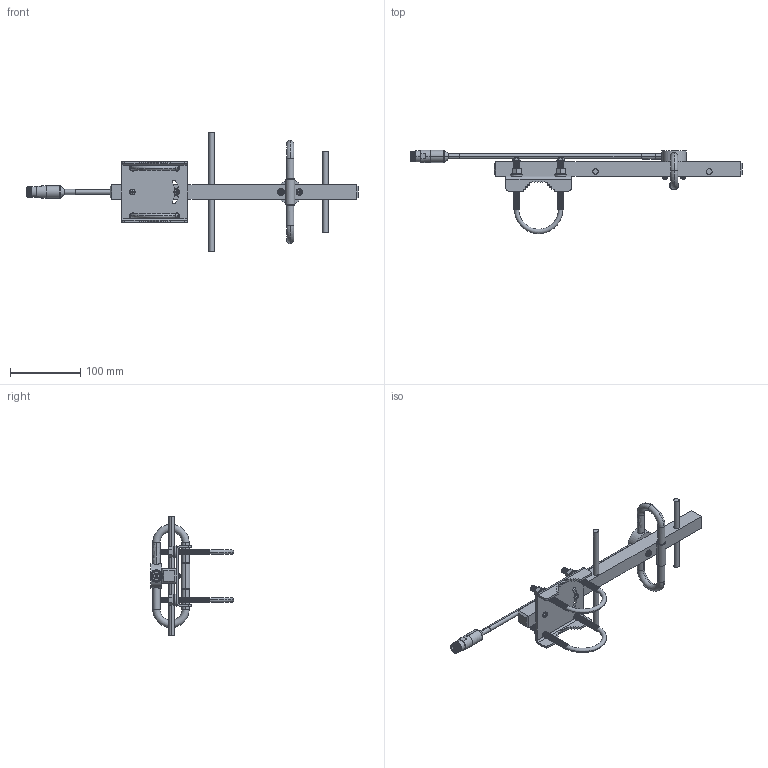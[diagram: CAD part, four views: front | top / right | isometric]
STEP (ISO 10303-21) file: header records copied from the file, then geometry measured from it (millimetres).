
FILE_DESCRIPTION (( 'STEP AP214' ), '1' );
FILE_NAME ('FM51YA1007_3D.step', '2022-12-30T21:48:12', ( '' ), ( '' ), 'SwSTEP 2.0', 'SolidWorks 2022', '' );
FILE_SCHEMA (( 'AUTOMOTIVE_DESIGN' ));
Length unit declared in the file: inch
Products named in the file (23): Machine Screw Nut Hex_AI_MSHXNUT 0.164-32-S-N.STEP; ANF-1610-MA1.STEP; HG903YE-MA6.STEP; HG903YE-MA3.STEP; ANF-1610.STEP; Flat Washer Type A Narrow_AI_Preferred Narrow FW 0.164.STEP; HG903YE-NF_3D.STEP; Lock Washer Spring Regular_AI_Regular LW 0.3125.STEP; FM51YA1007_3D; Flat Washer Type A Narrow_AI_Preferred Narrow FW 0.138.STEP; Hex Nut_AI_HNUT 0.3125-18-D-N.STEP; HG903YE-MA1.STEP; Pan Cross Head_AI_CR-PHMS 0.138-32x1.125x1.125-N.STEP; Lock Washer Spring Regular_AI_Regular LW 0.164.STEP; HG903YE-MA5.STEP; Pan Cross Head_AI_CR-PHMS 0.164-32x1.125x1.125-N.STEP; ANF-1610-0.STEP; ANF-1610-MA2.STEP; HG903YE-MA4.STEP; Lock Washer Spring Regular_AI_Regular LW 0.138.STEP; HG903YE-MA2.STEP; HG903YE-MA4-1.STEP; Flat Washer Type A Narrow_AI_Preferred Narrow FW 0.3125.STEP
Assembly tree (39 placements, depth 5):
  FM51YA1007_3D
    HG903YE-NF_3D.STEP
      HG903YE-MA4.STEP
        ANF-1610.STEP
          ANF-1610-0.STEP
          ANF-1610-MA1.STEP
          ANF-1610-MA2.STEP
        HG903YE-MA4-1.STEP
        HG903YE-MA5.STEP
        HG903YE-MA6.STEP
      HG903YE-MA1.STEP
      HG903YE-MA2.STEP
      Pan Cross Head_AI_CR-PHMS 0.164-32x1.125x1.125-N.STEP  x2
      Pan Cross Head_AI_CR-PHMS 0.138-32x1.125x1.125-N.STEP  x2
      Flat Washer Type A Narrow_AI_Preferred Narrow FW 0.138.STEP  x2
      Lock Washer Spring Regular_AI_Regular LW 0.138.STEP  x2
      HG903YE-MA3.STEP  x2
      Flat Washer Type A Narrow_AI_Preferred Narrow FW 0.3125.STEP  x4
      Lock Washer Spring Regular_AI_Regular LW 0.3125.STEP  x4
      Hex Nut_AI_HNUT 0.3125-18-D-N.STEP  x4
      Flat Washer Type A Narrow_AI_Preferred Narrow FW 0.164.STEP  x2
      Lock Washer Spring Regular_AI_Regular LW 0.164.STEP  x2
      Machine Screw Nut Hex_AI_MSHXNUT 0.164-32-S-N.STEP  x2
Bounding box: 472.52 x 118.81 x 169.98 mm (x, y, z)
Volume: 268465.9 mm3; surface area: 114883.6 mm2
Topology: 36 solids, 36 shells, 2476 faces, 5162 edges, 2760 vertices
Faces by surface type: cone 1350, cylinder 813, plane 285, torus 18, bspline 6, sphere 4
Entity records: 38916 total; most frequent: CARTESIAN_POINT 7852, DIRECTION 6919, ORIENTED_EDGE 5806, EDGE_CURVE 2903, AXIS2_PLACEMENT_3D 2742, VERTEX_POINT 1584, VECTOR 1435, LINE 1435
